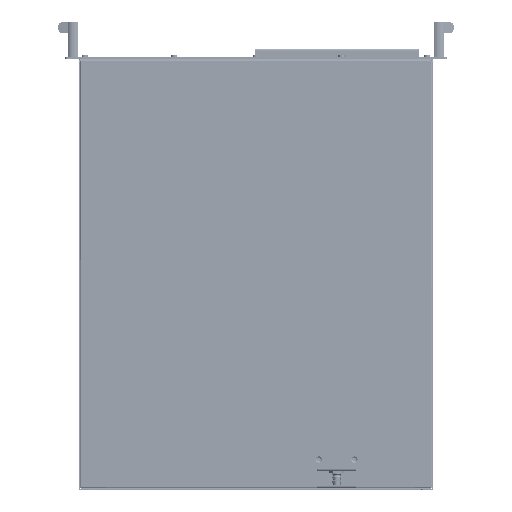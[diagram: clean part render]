
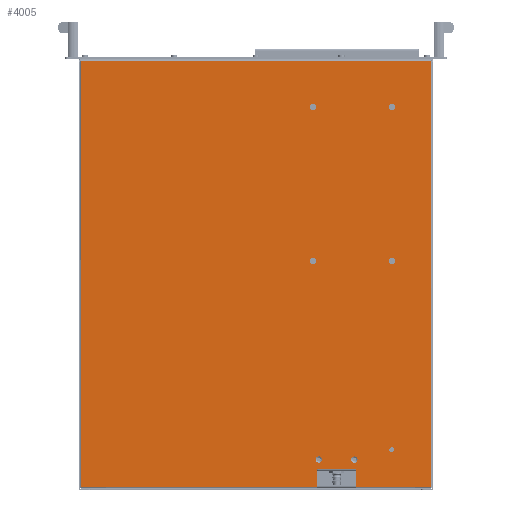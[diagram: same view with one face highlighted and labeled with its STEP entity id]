
A CAD part, front view. The second image highlights one B-rep face of the part: STEP entity #4005.
In plain terms, the highlighted planar face has unit normal (0, -1, 0).
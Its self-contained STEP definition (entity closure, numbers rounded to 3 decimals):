
#203=CARTESIAN_POINT('',(221.,-132.,269.5));
#223=DIRECTION('',(0.,0.,1.));
#224=VECTOR('',#223,539.);
#225=CARTESIAN_POINT('',(221.,-132.,-269.5));
#226=LINE('',#225,#224);
#251=DIRECTION('',(-1.,0.,0.));
#252=VECTOR('',#251,298.);
#253=CARTESIAN_POINT('',(221.,-132.,269.5));
#254=LINE('',#253,#252);
#277=DIRECTION('',(0.,0.,1.));
#278=VECTOR('',#277,23.);
#279=CARTESIAN_POINT('',(-77.,-132.,246.5));
#280=LINE('',#279,#278);
#281=CARTESIAN_POINT('',(-72.,-132.,-211.));
#282=DIRECTION('',(0.,-1.,0.));
#283=DIRECTION('',(0.,0.,-1.));
#284=AXIS2_PLACEMENT_3D('',#281,#282,#283);
#286=CARTESIAN_POINT('',(-72.,-132.,-211.));
#287=DIRECTION('',(0.,-1.,0.));
#288=DIRECTION('',(0.,0.,1.));
#289=AXIS2_PLACEMENT_3D('',#286,#287,#288);
#291=CARTESIAN_POINT('',(-72.,-132.,-16.));
#292=DIRECTION('',(0.,-1.,0.));
#293=DIRECTION('',(0.,0.,-1.));
#294=AXIS2_PLACEMENT_3D('',#291,#292,#293);
#296=CARTESIAN_POINT('',(-72.,-132.,-16.));
#297=DIRECTION('',(0.,-1.,0.));
#298=DIRECTION('',(0.,0.,1.));
#299=AXIS2_PLACEMENT_3D('',#296,#297,#298);
#301=CARTESIAN_POINT('',(-172.,-132.,-16.));
#302=DIRECTION('',(0.,-1.,0.));
#303=DIRECTION('',(0.,0.,-1.));
#304=AXIS2_PLACEMENT_3D('',#301,#302,#303);
#306=CARTESIAN_POINT('',(-172.,-132.,-16.));
#307=DIRECTION('',(0.,-1.,0.));
#308=DIRECTION('',(0.,0.,1.));
#309=AXIS2_PLACEMENT_3D('',#306,#307,#308);
#311=CARTESIAN_POINT('',(-124.5,-132.,235.));
#312=DIRECTION('',(0.,-1.,0.));
#313=DIRECTION('',(0.,0.,-1.));
#314=AXIS2_PLACEMENT_3D('',#311,#312,#313);
#316=CARTESIAN_POINT('',(-124.5,-132.,235.));
#317=DIRECTION('',(0.,-1.,0.));
#318=DIRECTION('',(0.,0.,1.));
#319=AXIS2_PLACEMENT_3D('',#316,#317,#318);
#321=CARTESIAN_POINT('',(-79.5,-132.,235.));
#322=DIRECTION('',(0.,-1.,0.));
#323=DIRECTION('',(0.,0.,-1.));
#324=AXIS2_PLACEMENT_3D('',#321,#322,#323);
#326=CARTESIAN_POINT('',(-79.5,-132.,235.));
#327=DIRECTION('',(0.,-1.,0.));
#328=DIRECTION('',(0.,0.,1.));
#329=AXIS2_PLACEMENT_3D('',#326,#327,#328);
#331=CARTESIAN_POINT('',(-172.,-132.,-211.));
#332=DIRECTION('',(0.,-1.,0.));
#333=DIRECTION('',(0.,0.,-1.));
#334=AXIS2_PLACEMENT_3D('',#331,#332,#333);
#336=CARTESIAN_POINT('',(-172.,-132.,-211.));
#337=DIRECTION('',(0.,-1.,0.));
#338=DIRECTION('',(0.,0.,1.));
#339=AXIS2_PLACEMENT_3D('',#336,#337,#338);
#341=CARTESIAN_POINT('',(-171.59,-132.,222.43));
#342=DIRECTION('',(0.,-1.,0.));
#343=DIRECTION('',(1.,0.,0.));
#344=AXIS2_PLACEMENT_3D('',#341,#342,#343);
#346=CARTESIAN_POINT('',(-171.59,-132.,222.43));
#347=DIRECTION('',(0.,-1.,0.));
#348=DIRECTION('',(-1.,0.,0.));
#349=AXIS2_PLACEMENT_3D('',#346,#347,#348);
#351=DIRECTION('',(-1.,0.,0.));
#352=VECTOR('',#351,50.);
#353=CARTESIAN_POINT('',(-77.,-132.,246.5));
#354=LINE('',#353,#352);
#359=DIRECTION('',(0.,0.,1.));
#360=VECTOR('',#359,23.);
#361=CARTESIAN_POINT('',(-127.,-132.,246.5));
#362=LINE('',#361,#360);
#381=DIRECTION('',(-1.,0.,0.));
#382=VECTOR('',#381,94.);
#383=CARTESIAN_POINT('',(-127.,-132.,269.5));
#384=LINE('',#383,#382);
#417=DIRECTION('',(0.,0.,-1.));
#418=VECTOR('',#417,539.);
#419=CARTESIAN_POINT('',(-221.,-132.,269.5));
#420=LINE('',#419,#418);
#445=DIRECTION('',(1.,0.,0.));
#446=VECTOR('',#445,442.);
#447=CARTESIAN_POINT('',(-221.,-132.,-269.5));
#448=LINE('',#447,#446);
#2991=CARTESIAN_POINT('',(221.,-132.,-269.5));
#2993=VERTEX_POINT('',#2991);
#2998=VERTEX_POINT('',#203);
#3007=CARTESIAN_POINT('',(-77.,-132.,269.5));
#3009=VERTEX_POINT('',#3007);
#3014=CARTESIAN_POINT('',(-77.,-132.,246.5));
#3015=VERTEX_POINT('',#3014);
#3018=CARTESIAN_POINT('',(-127.,-132.,246.5));
#3019=VERTEX_POINT('',#3018);
#3020=CARTESIAN_POINT('',(-221.,-132.,-269.5));
#3021=VERTEX_POINT('',#3020);
#3022=CARTESIAN_POINT('',(-221.,-132.,269.5));
#3023=VERTEX_POINT('',#3022);
#3024=CARTESIAN_POINT('',(-127.,-132.,269.5));
#3025=VERTEX_POINT('',#3024);
#3026=CARTESIAN_POINT('',(-72.,-132.,-215.05));
#3027=CARTESIAN_POINT('',(-72.,-132.,-206.95));
#3028=VERTEX_POINT('',#3026);
#3029=VERTEX_POINT('',#3027);
#3030=CARTESIAN_POINT('',(-72.,-132.,-20.05));
#3031=CARTESIAN_POINT('',(-72.,-132.,-11.95));
#3032=VERTEX_POINT('',#3030);
#3033=VERTEX_POINT('',#3031);
#3034=CARTESIAN_POINT('',(-172.,-132.,-20.05));
#3035=CARTESIAN_POINT('',(-172.,-132.,-11.95));
#3036=VERTEX_POINT('',#3034);
#3037=VERTEX_POINT('',#3035);
#3038=CARTESIAN_POINT('',(-124.5,-132.,230.95));
#3039=CARTESIAN_POINT('',(-124.5,-132.,239.05));
#3040=VERTEX_POINT('',#3038);
#3041=VERTEX_POINT('',#3039);
#3042=CARTESIAN_POINT('',(-79.5,-132.,230.95));
#3043=CARTESIAN_POINT('',(-79.5,-132.,239.05));
#3044=VERTEX_POINT('',#3042);
#3045=VERTEX_POINT('',#3043);
#3046=CARTESIAN_POINT('',(-172.,-132.,-215.05));
#3047=CARTESIAN_POINT('',(-172.,-132.,-206.95));
#3048=VERTEX_POINT('',#3046);
#3049=VERTEX_POINT('',#3047);
#3050=CARTESIAN_POINT('',(-169.59,-132.,222.43));
#3051=CARTESIAN_POINT('',(-173.59,-132.,222.43));
#3052=VERTEX_POINT('',#3050);
#3053=VERTEX_POINT('',#3051);
#3943=CARTESIAN_POINT('',(-223.,-132.,-271.5));
#3944=DIRECTION('',(0.,-1.,0.));
#3945=DIRECTION('',(1.,0.,0.));
#3946=AXIS2_PLACEMENT_3D('',#3943,#3944,#3945);
#3947=PLANE('',#3946);
#3949=ORIENTED_EDGE('',*,*,#3948,.F.);
#3950=ORIENTED_EDGE('',*,*,#3933,.T.);
#3951=ORIENTED_EDGE('',*,*,#3908,.F.);
#3952=ORIENTED_EDGE('',*,*,#3799,.F.);
#3954=ORIENTED_EDGE('',*,*,#3953,.F.);
#3956=ORIENTED_EDGE('',*,*,#3955,.F.);
#3958=ORIENTED_EDGE('',*,*,#3957,.F.);
#3960=ORIENTED_EDGE('',*,*,#3959,.F.);
#3961=EDGE_LOOP('',(#3949,#3950,#3951,#3952,#3954,#3956,#3958,#3960));
#3962=FACE_OUTER_BOUND('',#3961,.F.);
#3964=ORIENTED_EDGE('',*,*,#3963,.T.);
#3966=ORIENTED_EDGE('',*,*,#3965,.T.);
#3967=EDGE_LOOP('',(#3964,#3966));
#3968=FACE_BOUND('',#3967,.F.);
#3970=ORIENTED_EDGE('',*,*,#3969,.T.);
#3972=ORIENTED_EDGE('',*,*,#3971,.T.);
#3973=EDGE_LOOP('',(#3970,#3972));
#3974=FACE_BOUND('',#3973,.F.);
#3976=ORIENTED_EDGE('',*,*,#3975,.T.);
#3978=ORIENTED_EDGE('',*,*,#3977,.T.);
#3979=EDGE_LOOP('',(#3976,#3978));
#3980=FACE_BOUND('',#3979,.F.);
#3982=ORIENTED_EDGE('',*,*,#3981,.T.);
#3984=ORIENTED_EDGE('',*,*,#3983,.T.);
#3985=EDGE_LOOP('',(#3982,#3984));
#3986=FACE_BOUND('',#3985,.F.);
#3988=ORIENTED_EDGE('',*,*,#3987,.T.);
#3990=ORIENTED_EDGE('',*,*,#3989,.T.);
#3991=EDGE_LOOP('',(#3988,#3990));
#3992=FACE_BOUND('',#3991,.F.);
#3994=ORIENTED_EDGE('',*,*,#3993,.T.);
#3996=ORIENTED_EDGE('',*,*,#3995,.T.);
#3997=EDGE_LOOP('',(#3994,#3996));
#3998=FACE_BOUND('',#3997,.F.);
#4000=ORIENTED_EDGE('',*,*,#3999,.T.);
#4002=ORIENTED_EDGE('',*,*,#4001,.T.);
#4003=EDGE_LOOP('',(#4000,#4002));
#4004=FACE_BOUND('',#4003,.F.);
#4005=ADVANCED_FACE('',(#3962,#3968,#3974,#3980,#3986,#3992,#3998,#4004),#3947,
.T.);
#285=CIRCLE('',#284,4.05);
#290=CIRCLE('',#289,4.05);
#295=CIRCLE('',#294,4.05);
#300=CIRCLE('',#299,4.05);
#305=CIRCLE('',#304,4.05);
#310=CIRCLE('',#309,4.05);
#315=CIRCLE('',#314,4.05);
#320=CIRCLE('',#319,4.05);
#325=CIRCLE('',#324,4.05);
#330=CIRCLE('',#329,4.05);
#335=CIRCLE('',#334,4.05);
#340=CIRCLE('',#339,4.05);
#345=CIRCLE('',#344,2.);
#350=CIRCLE('',#349,2.);
#3799=EDGE_CURVE('',#2993,#2998,#226,.T.);
#3908=EDGE_CURVE('',#2998,#3009,#254,.T.);
#3933=EDGE_CURVE('',#3015,#3009,#280,.T.);
#3948=EDGE_CURVE('',#3015,#3019,#354,.T.);
#3953=EDGE_CURVE('',#3021,#2993,#448,.T.);
#3955=EDGE_CURVE('',#3023,#3021,#420,.T.);
#3957=EDGE_CURVE('',#3025,#3023,#384,.T.);
#3959=EDGE_CURVE('',#3019,#3025,#362,.T.);
#3963=EDGE_CURVE('',#3028,#3029,#285,.T.);
#3965=EDGE_CURVE('',#3029,#3028,#290,.T.);
#3969=EDGE_CURVE('',#3032,#3033,#295,.T.);
#3971=EDGE_CURVE('',#3033,#3032,#300,.T.);
#3975=EDGE_CURVE('',#3036,#3037,#305,.T.);
#3977=EDGE_CURVE('',#3037,#3036,#310,.T.);
#3981=EDGE_CURVE('',#3040,#3041,#315,.T.);
#3983=EDGE_CURVE('',#3041,#3040,#320,.T.);
#3987=EDGE_CURVE('',#3044,#3045,#325,.T.);
#3989=EDGE_CURVE('',#3045,#3044,#330,.T.);
#3993=EDGE_CURVE('',#3048,#3049,#335,.T.);
#3995=EDGE_CURVE('',#3049,#3048,#340,.T.);
#3999=EDGE_CURVE('',#3052,#3053,#345,.T.);
#4001=EDGE_CURVE('',#3053,#3052,#350,.T.);
